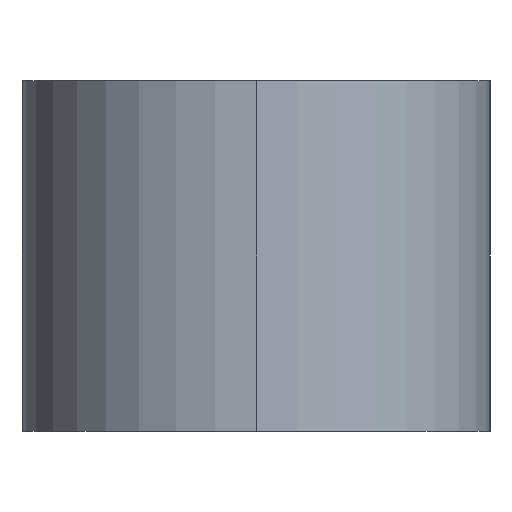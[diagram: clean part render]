
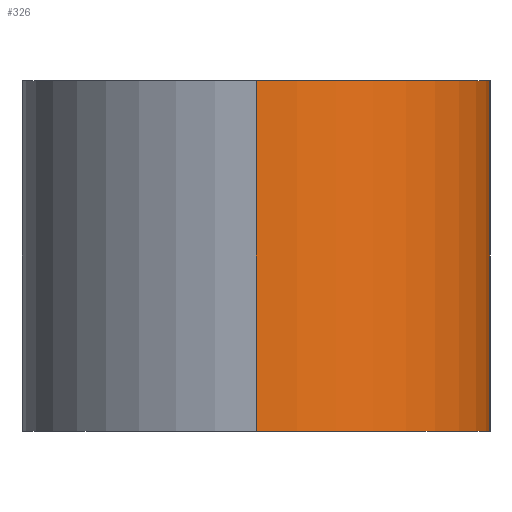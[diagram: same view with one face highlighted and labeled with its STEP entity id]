
A CAD part, left-side view. The second image highlights one B-rep face of the part: STEP entity #326.
In plain terms, the highlighted cylindrical face has radius 10 mm (diameter 20 mm), a partial arc.
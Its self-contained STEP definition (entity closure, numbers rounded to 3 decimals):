
#81 = CYLINDRICAL_SURFACE ( 'NONE', #684, 10. ) ;
#84 = CARTESIAN_POINT ( 'NONE',  ( -55., 0., 15. ) ) ;
#94 = DIRECTION ( 'NONE',  ( 0., 0., -1. ) ) ;
#132 = ORIENTED_EDGE ( 'NONE', *, *, #198, .F. ) ;
#146 = CARTESIAN_POINT ( 'NONE',  ( -55., -10., 15. ) ) ;
#148 = DIRECTION ( 'NONE',  ( 0., 0., -1. ) ) ;
#153 = ORIENTED_EDGE ( 'NONE', *, *, #194, .T. ) ;
#178 = FACE_OUTER_BOUND ( 'NONE', #338, .T. ) ;
#194 = EDGE_CURVE ( 'NONE', #643, #221, #521, .T. ) ;
#198 = EDGE_CURVE ( 'NONE', #440, #221, #459, .T. ) ;
#221 = VERTEX_POINT ( 'NONE', #347 ) ;
#297 = CARTESIAN_POINT ( 'NONE',  ( -55., 0., 15. ) ) ;
#326 = ADVANCED_FACE ( 'NONE', ( #178 ), #81, .T. ) ;
#338 = EDGE_LOOP ( 'NONE', ( #656, #381, #153, #132 ) ) ;
#347 = CARTESIAN_POINT ( 'NONE',  ( -55., -10., 0. ) ) ;
#381 = ORIENTED_EDGE ( 'NONE', *, *, #717, .T. ) ;
#388 = DIRECTION ( 'NONE',  ( 1., 0., 0. ) ) ;
#422 = DIRECTION ( 'NONE',  ( -1., 0., 0. ) ) ;
#434 = DIRECTION ( 'NONE',  ( 1., 0., 0. ) ) ;
#440 = VERTEX_POINT ( 'NONE', #146 ) ;
#450 = DIRECTION ( 'NONE',  ( 0., 0., -1. ) ) ;
#459 = LINE ( 'NONE', #576, #544 ) ;
#460 = EDGE_CURVE ( 'NONE', #574, #440, #614, .T. ) ;
#521 = CIRCLE ( 'NONE', #625, 10. ) ;
#544 = VECTOR ( 'NONE', #148, 1000. ) ;
#564 = DIRECTION ( 'NONE',  ( 0., 0., 1. ) ) ;
#573 = CARTESIAN_POINT ( 'NONE',  ( -55., 0., 0. ) ) ;
#574 = VERTEX_POINT ( 'NONE', #637 ) ;
#576 = CARTESIAN_POINT ( 'NONE',  ( -55., -10., 15. ) ) ;
#598 = VECTOR ( 'NONE', #94, 1000. ) ;
#614 = CIRCLE ( 'NONE', #630, 10. ) ;
#625 = AXIS2_PLACEMENT_3D ( 'NONE', #573, #564, #388 ) ;
#630 = AXIS2_PLACEMENT_3D ( 'NONE', #84, #736, #434 ) ;
#637 = CARTESIAN_POINT ( 'NONE',  ( -65., 0., 15. ) ) ;
#643 = VERTEX_POINT ( 'NONE', #706 ) ;
#656 = ORIENTED_EDGE ( 'NONE', *, *, #460, .F. ) ;
#684 = AXIS2_PLACEMENT_3D ( 'NONE', #297, #450, #422 ) ;
#706 = CARTESIAN_POINT ( 'NONE',  ( -65., 0., 0. ) ) ;
#717 = EDGE_CURVE ( 'NONE', #574, #643, #740, .T. ) ;
#736 = DIRECTION ( 'NONE',  ( 0., 0., 1. ) ) ;
#740 = LINE ( 'NONE', #757, #598 ) ;
#757 = CARTESIAN_POINT ( 'NONE',  ( -65., 0., 15. ) ) ;
